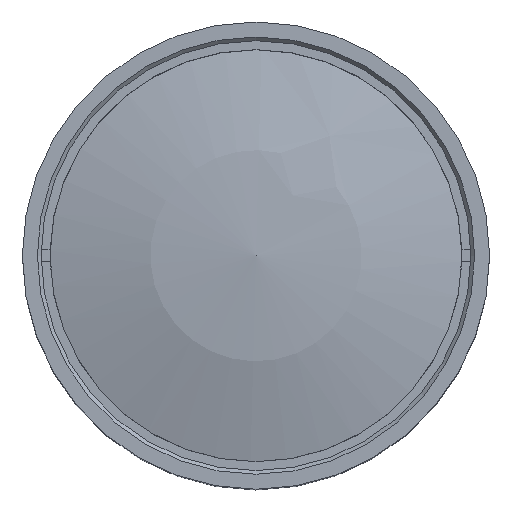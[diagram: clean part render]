
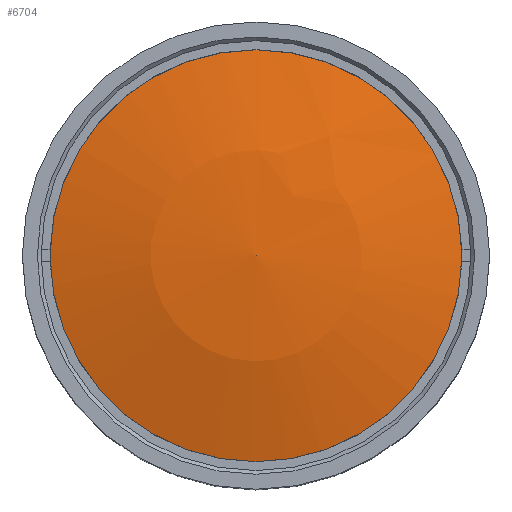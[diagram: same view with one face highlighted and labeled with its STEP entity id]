
A CAD part, top view. The second image highlights one B-rep face of the part: STEP entity #6704.
In plain terms, the highlighted spherical face has radius 59.29 mm.
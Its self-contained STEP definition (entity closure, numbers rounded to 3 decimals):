
#237=SPHERICAL_SURFACE('',#7259,59.29);
#1561=FACE_OUTER_BOUND('',#2067,.T.);
#2067=EDGE_LOOP('',(#4684));
#2607=CIRCLE('',#7260,17.);
#2964=VERTEX_POINT('',#10215);
#3643=EDGE_CURVE('',#2964,#2964,#2607,.T.);
#4684=ORIENTED_EDGE('',*,*,#3643,.F.);
#6704=ADVANCED_FACE('',(#1561),#237,.T.);
#7259=AXIS2_PLACEMENT_3D('',#10214,#8284,#8285);
#7260=AXIS2_PLACEMENT_3D('',#10216,#8286,#8287);
#8284=DIRECTION('center_axis',(0.,0.,
1.));
#8285=DIRECTION('ref_axis',(0.523,0.852,0.));
#8286=DIRECTION('center_axis',(0.,0.,
-1.));
#8287=DIRECTION('ref_axis',(0.523,0.852,0.));
#10214=CARTESIAN_POINT('Origin',(0.,0.,
32.236));
#10215=CARTESIAN_POINT('',(-8.889,-14.491,89.036));
#10216=CARTESIAN_POINT('Origin',(0.,0.,
89.036));
